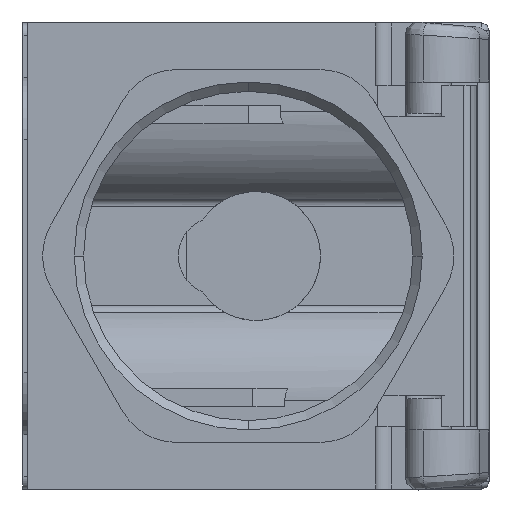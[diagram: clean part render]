
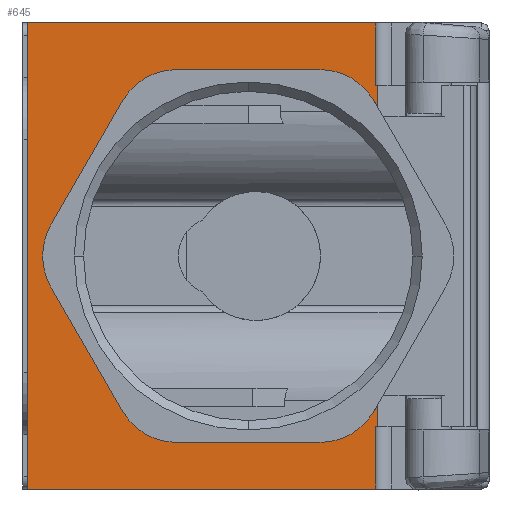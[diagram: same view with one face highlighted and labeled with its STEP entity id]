
A CAD part, front view. The second image highlights one B-rep face of the part: STEP entity #645.
In plain terms, the highlighted planar face has unit normal (0, -1, 0).
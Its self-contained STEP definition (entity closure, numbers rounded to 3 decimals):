
#645=ADVANCED_FACE('',(#1977),#1978,.T.);
#1977=FACE_OUTER_BOUND('',#4069,.T.);
#1978=PLANE('',#4070);
#4069=EDGE_LOOP('',(#9123,#9124,#9125,#9126,#9127,#9128,#9129,#9130,#9131,#9132,#9133,#9134,#9135,#9136,#9137,#9138,#9139,#9140,#9141,#9142));
#4070=AXIS2_PLACEMENT_3D('',#9143,#9144,#9145);
#9123=ORIENTED_EDGE('',*,*,#11875,.F.);
#9124=ORIENTED_EDGE('',*,*,#11876,.F.);
#9125=ORIENTED_EDGE('',*,*,#11877,.F.);
#9126=ORIENTED_EDGE('',*,*,#11878,.F.);
#9127=ORIENTED_EDGE('',*,*,#11879,.F.);
#9128=ORIENTED_EDGE('',*,*,#11880,.F.);
#9129=ORIENTED_EDGE('',*,*,#11881,.F.);
#9130=ORIENTED_EDGE('',*,*,#11882,.F.);
#9131=ORIENTED_EDGE('',*,*,#11883,.T.);
#9132=ORIENTED_EDGE('',*,*,#11884,.F.);
#9133=ORIENTED_EDGE('',*,*,#11885,.F.);
#9134=ORIENTED_EDGE('',*,*,#11778,.F.);
#9135=ORIENTED_EDGE('',*,*,#11709,.T.);
#9136=ORIENTED_EDGE('',*,*,#11742,.T.);
#9137=ORIENTED_EDGE('',*,*,#11886,.F.);
#9138=ORIENTED_EDGE('',*,*,#11849,.T.);
#9139=ORIENTED_EDGE('',*,*,#11862,.F.);
#9140=ORIENTED_EDGE('',*,*,#11874,.F.);
#9141=ORIENTED_EDGE('',*,*,#11887,.F.);
#9142=ORIENTED_EDGE('',*,*,#11888,.F.);
#9143=CARTESIAN_POINT('',(0.3,0.0,15.0));
#9144=DIRECTION('',(0.0,-1.0,0.0));
#9145=DIRECTION('',(0.0,0.0,-1.0));
#11709=EDGE_CURVE('',#14496,#14494,#14497,.T.);
#11742=EDGE_CURVE('',#14494,#14552,#14554,.T.);
#11778=EDGE_CURVE('',#14496,#14620,#14621,.T.);
#11849=EDGE_CURVE('',#14741,#14739,#14742,.T.);
#11862=EDGE_CURVE('',#14762,#14739,#14763,.T.);
#11874=EDGE_CURVE('',#14782,#14762,#14784,.T.);
#11875=EDGE_CURVE('',#14785,#14786,#14787,.T.);
#11876=EDGE_CURVE('',#14788,#14785,#14789,.T.);
#11877=EDGE_CURVE('',#14790,#14788,#14791,.T.);
#11878=EDGE_CURVE('',#14792,#14790,#14793,.T.);
#11879=EDGE_CURVE('',#14794,#14792,#14795,.T.);
#11880=EDGE_CURVE('',#14796,#14794,#14797,.T.);
#11881=EDGE_CURVE('',#14798,#14796,#14799,.T.);
#11882=EDGE_CURVE('',#14773,#14798,#14800,.T.);
#11883=EDGE_CURVE('',#14773,#14801,#14802,.T.);
#11884=EDGE_CURVE('',#14803,#14801,#14804,.T.);
#11885=EDGE_CURVE('',#14620,#14803,#14805,.T.);
#11886=EDGE_CURVE('',#14741,#14552,#14806,.T.);
#11887=EDGE_CURVE('',#14807,#14782,#14808,.T.);
#11888=EDGE_CURVE('',#14786,#14807,#14809,.T.);
#14494=VERTEX_POINT('',#19467);
#14496=VERTEX_POINT('',#19470);
#14497=LINE('',#19471,#19472);
#14552=VERTEX_POINT('',#19547);
#14554=LINE('',#19550,#19551);
#14620=VERTEX_POINT('',#19637);
#14621=LINE('',#19638,#19639);
#14739=VERTEX_POINT('',#19800);
#14741=VERTEX_POINT('',#19803);
#14742=LINE('',#19804,#19805);
#14762=VERTEX_POINT('',#19830);
#14763=LINE('',#19831,#19832);
#14773=VERTEX_POINT('',#19847);
#14782=VERTEX_POINT('',#19861);
#14784=LINE('',#19864,#19865);
#14785=VERTEX_POINT('',#19866);
#14786=VERTEX_POINT('',#19867);
#14787=CIRCLE('',#19868,4.0);
#14788=VERTEX_POINT('',#19869);
#14789=LINE('',#19870,#19871);
#14790=VERTEX_POINT('',#19872);
#14791=CIRCLE('',#19873,4.0);
#14792=VERTEX_POINT('',#19874);
#14793=LINE('',#19875,#19876);
#14794=VERTEX_POINT('',#19877);
#14795=CIRCLE('',#19878,4.0);
#14796=VERTEX_POINT('',#19879);
#14797=LINE('',#19880,#19881);
#14798=VERTEX_POINT('',#19882);
#14799=CIRCLE('',#19883,4.0);
#14800=LINE('',#19884,#19885);
#14801=VERTEX_POINT('',#19886);
#14802=LINE('',#19887,#19888);
#14803=VERTEX_POINT('',#19889);
#14804=LINE('',#19890,#19891);
#14805=LINE('',#19892,#19893);
#14806=LINE('',#19894,#19895);
#14807=VERTEX_POINT('',#19896);
#14808=CIRCLE('',#19897,4.0);
#14809=LINE('',#19898,#19899);
#19467=CARTESIAN_POINT('',(0.3,0.0,-15.0));
#19470=CARTESIAN_POINT('',(0.3,0.0,15.0));
#19471=CARTESIAN_POINT('',(0.3,0.0,15.0));
#19472=VECTOR('',#22817,30.0);
#19547=CARTESIAN_POINT('',(22.7,0.0,-15.0));
#19550=CARTESIAN_POINT('',(0.3,0.0,-15.0));
#19551=VECTOR('',#22872,22.4);
#19637=CARTESIAN_POINT('',(22.7,0.0,15.0));
#19638=CARTESIAN_POINT('',(0.3,0.0,15.0));
#19639=VECTOR('',#22938,22.4);
#19800=CARTESIAN_POINT('',(22.834,0.0,-11.0));
#19803=CARTESIAN_POINT('',(22.7,0.0,-11.0));
#19804=CARTESIAN_POINT('',(22.7,0.0,-11.0));
#19805=VECTOR('',#23061,0.134);
#19830=CARTESIAN_POINT('',(22.834,0.0,-9.565));
#19831=CARTESIAN_POINT('',(22.834,0.0,-9.565));
#19832=VECTOR('',#23088,1.435);
#19847=CARTESIAN_POINT('',(22.834,0.0,9.565));
#19861=CARTESIAN_POINT('',(22.583,0.0,-10.0));
#19864=CARTESIAN_POINT('',(22.583,0.0,-10.0));
#19865=VECTOR('',#23100,0.503);
#19866=CARTESIAN_POINT('',(6.417,0.0,-10.0));
#19867=CARTESIAN_POINT('',(9.881,0.0,-12.0));
#19868=AXIS2_PLACEMENT_3D('',#23101,#23102,#23103);
#19869=CARTESIAN_POINT('',(1.798,0.0,-2.0));
#19870=CARTESIAN_POINT('',(1.798,0.0,-2.0));
#19871=VECTOR('',#23104,9.238);
#19872=CARTESIAN_POINT('',(1.798,0.0,2.0));
#19873=AXIS2_PLACEMENT_3D('',#23105,#23106,#23107);
#19874=CARTESIAN_POINT('',(6.417,0.0,10.0));
#19875=CARTESIAN_POINT('',(6.417,0.0,10.0));
#19876=VECTOR('',#23108,9.238);
#19877=CARTESIAN_POINT('',(9.881,0.0,12.0));
#19878=AXIS2_PLACEMENT_3D('',#23109,#23110,#23111);
#19879=CARTESIAN_POINT('',(19.119,0.0,12.0));
#19880=CARTESIAN_POINT('',(19.119,0.0,12.0));
#19881=VECTOR('',#23112,9.238);
#19882=CARTESIAN_POINT('',(22.583,0.0,10.0));
#19883=AXIS2_PLACEMENT_3D('',#23113,#23114,#23115);
#19884=CARTESIAN_POINT('',(22.834,0.0,9.565));
#19885=VECTOR('',#23116,0.503);
#19886=CARTESIAN_POINT('',(22.834,0.0,11.0));
#19887=CARTESIAN_POINT('',(22.834,0.0,9.565));
#19888=VECTOR('',#23117,1.435);
#19889=CARTESIAN_POINT('',(22.7,0.0,11.0));
#19890=CARTESIAN_POINT('',(22.7,0.0,11.0));
#19891=VECTOR('',#23118,0.134);
#19892=CARTESIAN_POINT('',(22.7,0.0,15.0));
#19893=VECTOR('',#23119,4.0);
#19894=CARTESIAN_POINT('',(22.7,0.0,-11.0));
#19895=VECTOR('',#23120,4.0);
#19896=CARTESIAN_POINT('',(19.119,0.0,-12.0));
#19897=AXIS2_PLACEMENT_3D('',#23121,#23122,#23123);
#19898=CARTESIAN_POINT('',(9.881,0.0,-12.0));
#19899=VECTOR('',#23124,9.238);
#22817=DIRECTION('',(0.0,0.0,-1.0));
#22872=DIRECTION('',(1.0,0.0,0.0));
#22938=DIRECTION('',(1.0,0.0,0.0));
#23061=DIRECTION('',(1.0,0.0,0.0));
#23088=DIRECTION('',(0.0,0.0,-1.0));
#23100=DIRECTION('',(0.5,0.0,0.866));
#23101=CARTESIAN_POINT('',(9.881,0.0,-8.0));
#23102=DIRECTION('',(0.0,-1.0,-0.0));
#23103=DIRECTION('',(-0.866,0.0,-0.5));
#23104=DIRECTION('',(0.5,0.0,-0.866));
#23105=CARTESIAN_POINT('',(5.262,0.0,0.0));
#23106=DIRECTION('',(0.0,-1.0,0.0));
#23107=DIRECTION('',(-0.866,0.0,0.5));
#23108=DIRECTION('',(-0.5,0.0,-0.866));
#23109=CARTESIAN_POINT('',(9.881,0.0,8.0));
#23110=DIRECTION('',(0.0,-1.0,0.0));
#23111=DIRECTION('',(0.0,0.0,1.0));
#23112=DIRECTION('',(-1.0,0.0,0.0));
#23113=CARTESIAN_POINT('',(19.119,0.0,8.0));
#23114=DIRECTION('',(0.0,-1.0,0.0));
#23115=DIRECTION('',(0.866,0.0,0.5));
#23116=DIRECTION('',(-0.5,0.0,0.866));
#23117=DIRECTION('',(0.0,0.0,1.0));
#23118=DIRECTION('',(1.0,0.0,0.0));
#23119=DIRECTION('',(0.0,0.0,-1.0));
#23120=DIRECTION('',(0.0,0.0,-1.0));
#23121=CARTESIAN_POINT('',(19.119,0.0,-8.0));
#23122=DIRECTION('',(0.0,-1.0,0.0));
#23123=DIRECTION('',(0.0,0.0,-1.0));
#23124=DIRECTION('',(1.0,0.0,0.0));
